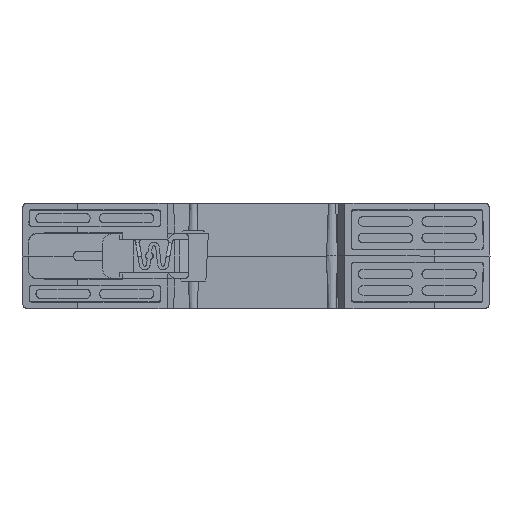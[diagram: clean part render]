
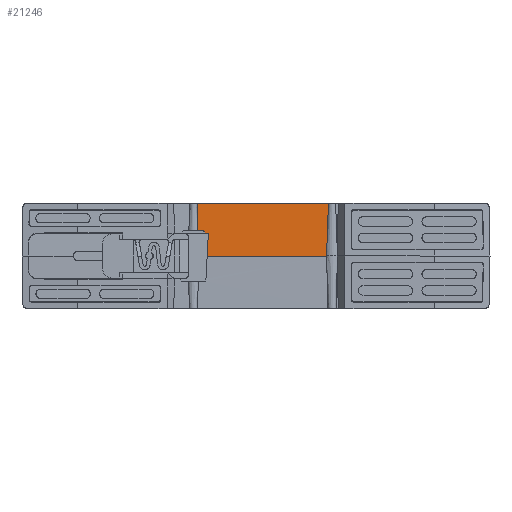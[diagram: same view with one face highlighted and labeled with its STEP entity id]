
A CAD part, front view. The second image highlights one B-rep face of the part: STEP entity #21246.
In plain terms, the highlighted planar face has unit normal (0, -1, 0.013).
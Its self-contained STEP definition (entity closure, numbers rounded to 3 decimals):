
#1627=DIRECTION('',(1.,0.,0.));
#1628=VECTOR('',#1627,28.066);
#1629=CARTESIAN_POINT('',(-12.598,4.467,11.25));
#1630=LINE('',#1629,#1628);
#2413=DIRECTION('',(0.052,0.013,0.999));
#2414=VECTOR('',#2413,4.877);
#2415=CARTESIAN_POINT('',(-10.439,4.32,0.));
#2416=LINE('',#2415,#2414);
#2417=DIRECTION('',(-1.,0.,0.));
#2418=VECTOR('',#2417,0.705);
#2419=CARTESIAN_POINT('',(-10.183,4.384,4.87));
#2420=LINE('',#2419,#2418);
#2421=DIRECTION('',(-0.342,0.022,0.939));
#2422=VECTOR('',#2421,0.322);
#2423=CARTESIAN_POINT('',(-10.888,4.384,4.87));
#2424=LINE('',#2423,#2422);
#2425=CARTESIAN_POINT('',(-10.998,4.388,5.173));
#2426=CARTESIAN_POINT('',(-11.003,4.388,5.185));
#2427=CARTESIAN_POINT('',(-11.013,4.388,5.21));
#2428=CARTESIAN_POINT('',(-11.035,4.389,5.244));
#2429=CARTESIAN_POINT('',(-11.061,4.389,5.276));
#2430=CARTESIAN_POINT('',(-11.091,4.389,5.304));
#2431=CARTESIAN_POINT('',(-11.125,4.39,5.328));
#2432=CARTESIAN_POINT('',(-11.161,4.39,5.347));
#2433=CARTESIAN_POINT('',(-11.2,4.39,5.36));
#2434=CARTESIAN_POINT('',(-11.24,4.39,5.368));
#2435=CARTESIAN_POINT('',(-11.267,4.39,5.37));
#2436=CARTESIAN_POINT('',(-11.28,4.39,5.37));
#2438=DIRECTION('',(-1.,0.,0.));
#2439=VECTOR('',#2438,1.112);
#2440=CARTESIAN_POINT('',(-11.28,4.39,5.37));
#2441=LINE('',#2440,#2439);
#2442=DIRECTION('',(-0.035,0.013,0.999));
#2443=VECTOR('',#2442,5.884);
#2444=CARTESIAN_POINT('',(-12.393,4.39,5.37));
#2445=LINE('',#2444,#2443);
#2446=DIRECTION('',(-0.035,-0.013,-0.999));
#2447=VECTOR('',#2446,11.258);
#2448=CARTESIAN_POINT('',(15.468,4.467,11.25));
#2449=LINE('',#2448,#2447);
#2450=DIRECTION('',(-1.,0.,0.));
#2451=VECTOR('',#2450,25.514);
#2452=CARTESIAN_POINT('',(15.075,4.32,0.));
#2453=LINE('',#2452,#2451);
#2563=CARTESIAN_POINT('',(15.468,4.467,11.25));
#2617=CARTESIAN_POINT('',(15.075,4.32,0.));
#15671=CARTESIAN_POINT('',(-10.439,4.32,0.));
#15672=VERTEX_POINT('',#15671);
#18590=VERTEX_POINT('',#2563);
#18592=VERTEX_POINT('',#2425);
#18593=VERTEX_POINT('',#2436);
#18594=CARTESIAN_POINT('',(-12.393,4.39,5.37));
#18595=VERTEX_POINT('',#18594);
#18603=CARTESIAN_POINT('',(-12.598,4.467,11.25));
#18604=VERTEX_POINT('',#18603);
#18609=CARTESIAN_POINT('',(-10.888,4.384,4.87));
#18611=VERTEX_POINT('',#18609);
#18791=CARTESIAN_POINT('',(-10.183,4.384,4.87));
#18792=VERTEX_POINT('',#18791);
#18795=VERTEX_POINT('',#2617);
#21224=CARTESIAN_POINT('',(0.,4.384,4.87));
#21225=DIRECTION('',(0.,-1.,0.013));
#21226=DIRECTION('',(0.,-0.013,-1.));
#21227=AXIS2_PLACEMENT_3D('',#21224,#21225,#21226);
#21228=PLANE('',#21227);
#21229=ORIENTED_EDGE('',*,*,#21216,.T.);
#21230=ORIENTED_EDGE('',*,*,#21170,.T.);
#21232=ORIENTED_EDGE('',*,*,#21231,.T.);
#21234=ORIENTED_EDGE('',*,*,#21233,.T.);
#21236=ORIENTED_EDGE('',*,*,#21235,.T.);
#21238=ORIENTED_EDGE('',*,*,#21237,.T.);
#21239=ORIENTED_EDGE('',*,*,#20417,.T.);
#21241=ORIENTED_EDGE('',*,*,#21240,.T.);
#21243=ORIENTED_EDGE('',*,*,#21242,.T.);
#21244=EDGE_LOOP('',(#21229,#21230,#21232,#21234,#21236,#21238,#21239,#21241,
#21243));
#21245=FACE_OUTER_BOUND('',#21244,.F.);
#21246=ADVANCED_FACE('',(#21245),#21228,.T.);
#2437=B_SPLINE_CURVE_WITH_KNOTS('',3,(#2425,#2426,#2427,#2428,#2429,#2430,#2431,
#2432,#2433,#2434,#2435,#2436),.UNSPECIFIED.,.F.,.F.,(4,1,1,1,1,1,1,1,1,4),
(0.,0.111,0.222,0.333,0.444,
0.556,0.667,0.778,0.889,1.),
.UNSPECIFIED.);
#20417=EDGE_CURVE('',#18604,#18590,#1630,.T.);
#21170=EDGE_CURVE('',#18792,#18611,#2420,.T.);
#21216=EDGE_CURVE('',#15672,#18792,#2416,.T.);
#21231=EDGE_CURVE('',#18611,#18592,#2424,.T.);
#21233=EDGE_CURVE('',#18592,#18593,#2437,.T.);
#21235=EDGE_CURVE('',#18593,#18595,#2441,.T.);
#21237=EDGE_CURVE('',#18595,#18604,#2445,.T.);
#21240=EDGE_CURVE('',#18590,#18795,#2449,.T.);
#21242=EDGE_CURVE('',#18795,#15672,#2453,.T.);
